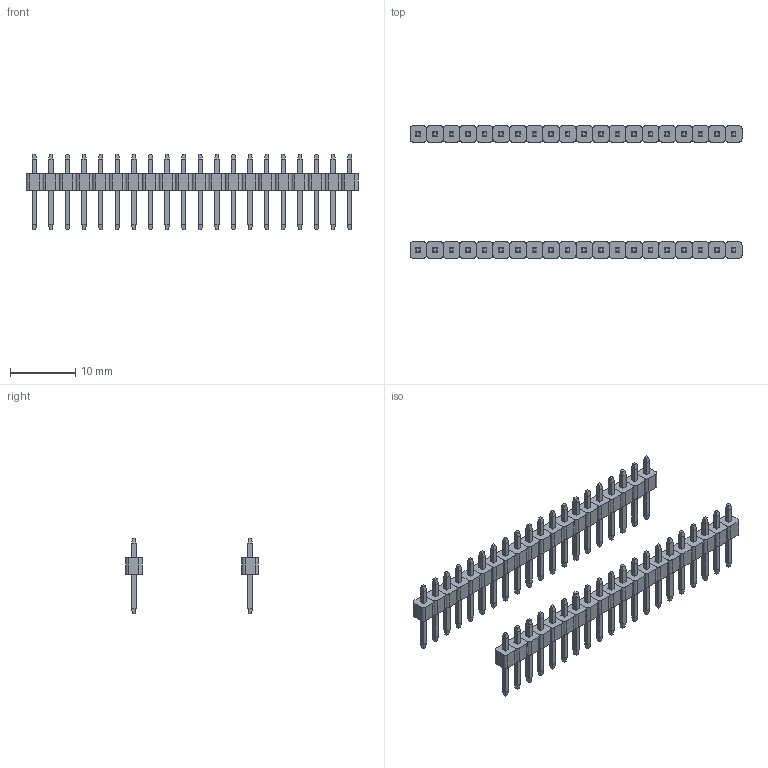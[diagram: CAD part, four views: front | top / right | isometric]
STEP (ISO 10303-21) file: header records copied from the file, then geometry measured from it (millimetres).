
FILE_DESCRIPTION(('HOOPS Exchange Step'),'2;1');
FILE_NAME('temp_export','2025-05-08T17:16:52-04:00',('jason'),('Shapr3D Limited'),'HOOPS Exchange 2024.8','Shapr3D','Authorized');
FILE_SCHEMA( ('AP242_MANAGED_MODEL_BASED_3D_ENGINEERING_MIM_LF {1 0 10303 442 1 1 4}') );
Length unit declared in the file: millimetre
Products named in the file (6): spacer; pins 21-40; pins 1-20; pico headers; root
Assembly tree (5 placements, depth 3):
  root
    pico headers
      spacer
      spacer
      pins 21-40
      pins 1-20
Bounding box: 50.8 x 20.32 x 11.58 mm (x, y, z)
Volume: 791.6 mm3; surface area: 2929.4 mm2
Topology: 80 solids, 80 shells, 1120 faces, 2560 edges, 1600 vertices
Faces by surface type: plane 960, cylinder 160
Entity records: 30979 total; most frequent: CARTESIAN_POINT 5292, DIRECTION 5144, ORIENTED_EDGE 5120, EDGE_CURVE 2560, VECTOR 2240, LINE 2240, VERTEX_POINT 1600, AXIS2_PLACEMENT_3D 1452
